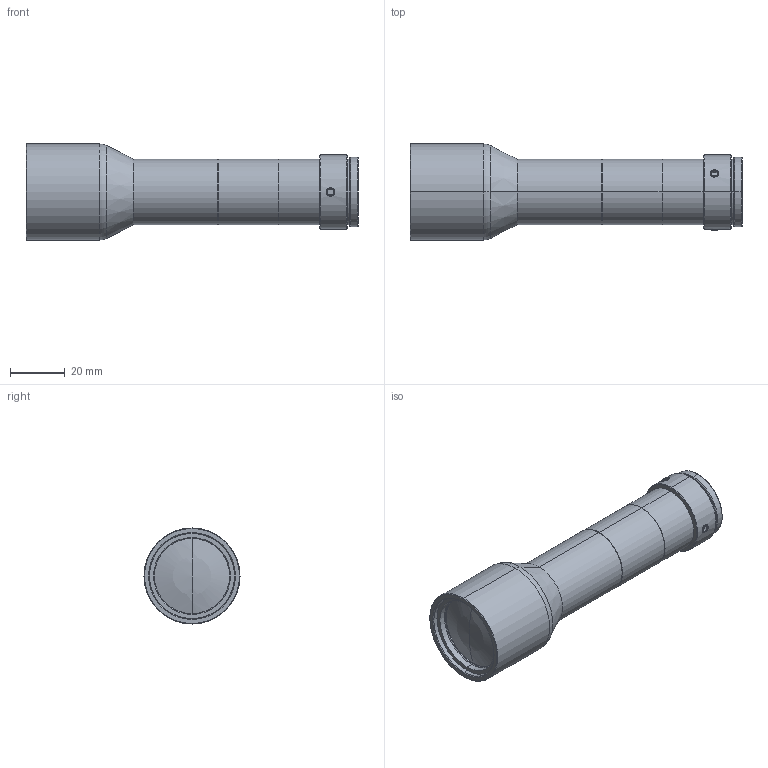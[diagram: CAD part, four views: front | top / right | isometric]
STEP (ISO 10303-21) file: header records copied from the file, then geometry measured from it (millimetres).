
FILE_DESCRIPTION(('FreeCAD Model'),'2;1');
FILE_NAME('Open CASCADE Shape Model','2025-01-22T11:37:15',(''),(''), 'Open CASCADE STEP processor 7.8','FreeCAD','Unknown');
FILE_SCHEMA(('AUTOMOTIVE_DESIGN { 1 0 10303 214 1 1 1 1 }'));
Length unit declared in the file: millimetre
Products named in the file (8): VA-LCM-TC-0-0.5X-WD65-110; 200; SOLID; COMPOUND003; COMPOUND; COMPOUND001; COMPOUND002; JD30303001
Assembly tree (9 placements, depth 4):
  VA-LCM-TC-0-0.5X-WD65-110
    200
      SOLID
      COMPOUND003
        COMPOUND
        COMPOUND001
        COMPOUND002
    JD30303001  x3
Bounding box: 120.98 x 35 x 35 mm (x, y, z)
Volume: 68779.7 mm3; surface area: 13614.9 mm2
Topology: 4 solids, 7 shells, 161 faces, 348 edges, 205 vertices
Faces by surface type: cone 62, plane 47, cylinder 44, sphere 4, bspline 2, torus 2
Entity records: 3758 total; most frequent: CARTESIAN_POINT 760, DIRECTION 652, ORIENTED_EDGE 512, AXIS2_PLACEMENT_3D 267, EDGE_CURVE 262, VERTEX_POINT 157, FACE_BOUND 145, EDGE_LOOP 145
